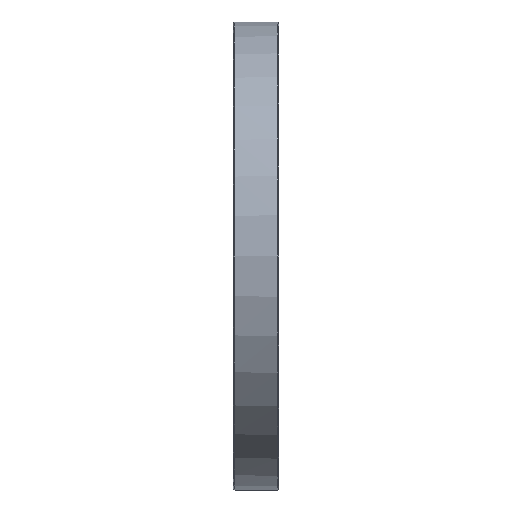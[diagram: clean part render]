
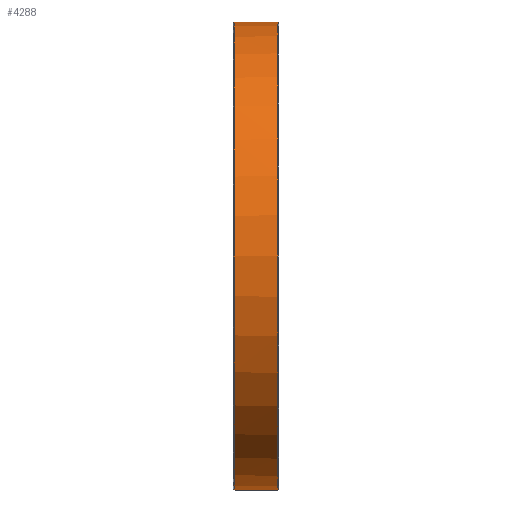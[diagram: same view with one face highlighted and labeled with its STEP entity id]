
A CAD part, left-side view. The second image highlights one B-rep face of the part: STEP entity #4288.
In plain terms, the highlighted cylindrical face has radius 126.6 mm (diameter 253.2 mm), a partial arc.
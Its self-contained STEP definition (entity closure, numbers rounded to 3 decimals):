
#188 = DIRECTION ( 'NONE',  ( 0., 0., -1. ) ) ;
#201 = ORIENTED_EDGE ( 'NONE', *, *, #9231, .T. ) ;
#254 = ORIENTED_EDGE ( 'NONE', *, *, #6114, .T. ) ;
#411 = VECTOR ( 'NONE', #7551, 1000. ) ;
#434 = DIRECTION ( 'NONE',  ( 0., 1., 0. ) ) ;
#506 = CARTESIAN_POINT ( 'NONE',  ( -1.5, 24.2, -126.591 ) ) ;
#548 = LINE ( 'NONE', #3665, #4729 ) ;
#661 = DIRECTION ( 'NONE',  ( 0., 0., 1. ) ) ;
#771 = DIRECTION ( 'NONE',  ( 0., 1., 0. ) ) ;
#998 = EDGE_CURVE ( 'NONE', #1316, #5094, #1415, .T. ) ;
#1291 = CARTESIAN_POINT ( 'NONE',  ( 0., 23.3, 0. ) ) ;
#1316 = VERTEX_POINT ( 'NONE', #9142 ) ;
#1415 = CIRCLE ( 'NONE', #6906, 126.6 ) ;
#1541 = ORIENTED_EDGE ( 'NONE', *, *, #9121, .T. ) ;
#1554 = LINE ( 'NONE', #8334, #6852 ) ;
#1656 = CARTESIAN_POINT ( 'NONE',  ( 0., 23.3, -126.6 ) ) ;
#1793 = DIRECTION ( 'NONE',  ( 0., 0., 1. ) ) ;
#1803 = FACE_OUTER_BOUND ( 'NONE', #4459, .T. ) ;
#1901 = AXIS2_PLACEMENT_3D ( 'NONE', #3936, #4817, #188 ) ;
#1931 = CARTESIAN_POINT ( 'NONE',  ( 0., 24.2, 0. ) ) ;
#2102 = EDGE_CURVE ( 'NONE', #8903, #2135, #2404, .T. ) ;
#2135 = VERTEX_POINT ( 'NONE', #506 ) ;
#2352 = VERTEX_POINT ( 'NONE', #4148 ) ;
#2404 = CIRCLE ( 'NONE', #7869, 126.6 ) ;
#3554 = VERTEX_POINT ( 'NONE', #3957 ) ;
#3665 = CARTESIAN_POINT ( 'NONE',  ( -1.5, -15.022, -126.591 ) ) ;
#3724 = AXIS2_PLACEMENT_3D ( 'NONE', #7805, #434, #5850 ) ;
#3846 = EDGE_CURVE ( 'NONE', #2135, #7982, #548, .T. ) ;
#3936 = CARTESIAN_POINT ( 'NONE',  ( 0., -15.022, 0. ) ) ;
#3957 = CARTESIAN_POINT ( 'NONE',  ( 0., 0.4, 126.6 ) ) ;
#4056 = ORIENTED_EDGE ( 'NONE', *, *, #2102, .T. ) ;
#4102 = CARTESIAN_POINT ( 'NONE',  ( -1.5, 23.3, -126.591 ) ) ;
#4148 = CARTESIAN_POINT ( 'NONE',  ( 0., 0.4, -126.6 ) ) ;
#4288 = ADVANCED_FACE ( 'NONE', ( #1803 ), #8390, .T. ) ;
#4326 = ORIENTED_EDGE ( 'NONE', *, *, #9351, .F. ) ;
#4407 = DIRECTION ( 'NONE',  ( 0., -1., 0. ) ) ;
#4459 = EDGE_LOOP ( 'NONE', ( #4326, #8411, #1541, #4056, #7971, #8002, #201, #254 ) ) ;
#4729 = VECTOR ( 'NONE', #4407, 1000. ) ;
#4761 = DIRECTION ( 'NONE',  ( 0., 1., 0. ) ) ;
#4779 = CARTESIAN_POINT ( 'NONE',  ( 0., 23.3, 126.6 ) ) ;
#4817 = DIRECTION ( 'NONE',  ( 0., -1., 0. ) ) ;
#4857 = DIRECTION ( 'NONE',  ( 0., -1., 0. ) ) ;
#4894 = DIRECTION ( 'NONE',  ( 0., -1., 0. ) ) ;
#5094 = VERTEX_POINT ( 'NONE', #4779 ) ;
#5412 = CIRCLE ( 'NONE', #3724, 126.6 ) ;
#5688 = EDGE_CURVE ( 'NONE', #5984, #7982, #6983, .T. ) ;
#5850 = DIRECTION ( 'NONE',  ( 0., 0., 1. ) ) ;
#5984 = VERTEX_POINT ( 'NONE', #1656 ) ;
#6114 = EDGE_CURVE ( 'NONE', #2352, #3554, #5412, .T. ) ;
#6852 = VECTOR ( 'NONE', #771, 1000. ) ;
#6871 = LINE ( 'NONE', #8434, #411 ) ;
#6906 = AXIS2_PLACEMENT_3D ( 'NONE', #7936, #4761, #1793 ) ;
#6983 = CIRCLE ( 'NONE', #9650, 126.6 ) ;
#7398 = DIRECTION ( 'NONE',  ( 0., 1., 0. ) ) ;
#7551 = DIRECTION ( 'NONE',  ( 0., -1., 0. ) ) ;
#7805 = CARTESIAN_POINT ( 'NONE',  ( 0., 0.4, 0. ) ) ;
#7869 = AXIS2_PLACEMENT_3D ( 'NONE', #1931, #4894, #7874 ) ;
#7874 = DIRECTION ( 'NONE',  ( 0., 0., -1. ) ) ;
#7936 = CARTESIAN_POINT ( 'NONE',  ( 0., 23.3, 0. ) ) ;
#7971 = ORIENTED_EDGE ( 'NONE', *, *, #3846, .T. ) ;
#7982 = VERTEX_POINT ( 'NONE', #4102 ) ;
#8002 = ORIENTED_EDGE ( 'NONE', *, *, #5688, .F. ) ;
#8334 = CARTESIAN_POINT ( 'NONE',  ( -1.5, -15.022, 126.591 ) ) ;
#8390 = CYLINDRICAL_SURFACE ( 'NONE', #1901, 126.6 ) ;
#8411 = ORIENTED_EDGE ( 'NONE', *, *, #998, .F. ) ;
#8434 = CARTESIAN_POINT ( 'NONE',  ( 0., -15.022, -126.6 ) ) ;
#8521 = CARTESIAN_POINT ( 'NONE',  ( 0., -15.022, 126.6 ) ) ;
#8903 = VERTEX_POINT ( 'NONE', #9463 ) ;
#9121 = EDGE_CURVE ( 'NONE', #1316, #8903, #1554, .T. ) ;
#9142 = CARTESIAN_POINT ( 'NONE',  ( -1.5, 23.3, 126.591 ) ) ;
#9231 = EDGE_CURVE ( 'NONE', #5984, #2352, #6871, .T. ) ;
#9263 = LINE ( 'NONE', #8521, #9350 ) ;
#9350 = VECTOR ( 'NONE', #4857, 1000. ) ;
#9351 = EDGE_CURVE ( 'NONE', #5094, #3554, #9263, .T. ) ;
#9463 = CARTESIAN_POINT ( 'NONE',  ( -1.5, 24.2, 126.591 ) ) ;
#9650 = AXIS2_PLACEMENT_3D ( 'NONE', #1291, #7398, #661 ) ;
